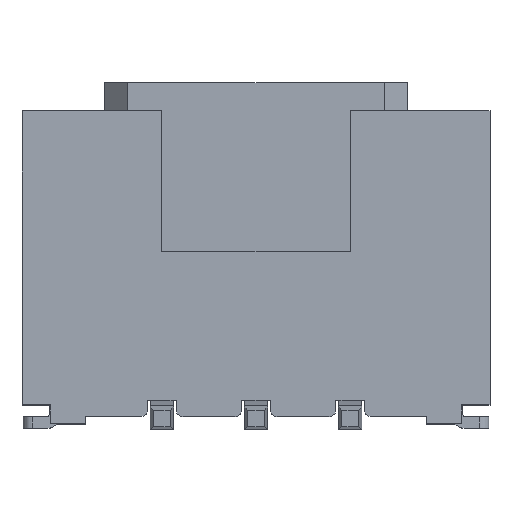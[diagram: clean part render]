
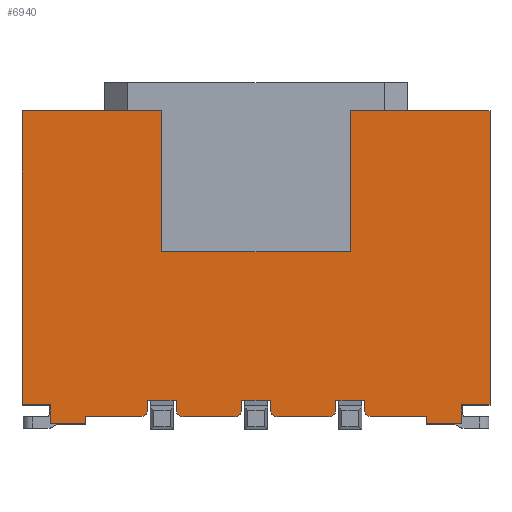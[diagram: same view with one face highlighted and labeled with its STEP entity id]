
A CAD part, top view. The second image highlights one B-rep face of the part: STEP entity #6940.
In plain terms, the highlighted planar face has unit normal (0, 0, 1).
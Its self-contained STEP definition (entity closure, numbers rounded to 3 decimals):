
#256=DIRECTION('',(1.,0.,0.));
#257=VECTOR('',#256,1.225);
#258=CARTESIAN_POINT('',(1.75,0.,0.));
#259=LINE('',#258,#257);
#260=DIRECTION('',(0.,-1.,0.));
#261=VECTOR('',#260,2.404);
#262=CARTESIAN_POINT('',(2.975,0.,0.));
#263=LINE('',#262,#261);
#264=DIRECTION('',(-1.,0.,0.));
#265=VECTOR('',#264,4.);
#266=CARTESIAN_POINT('',(6.975,-2.404,0.));
#267=LINE('',#266,#265);
#268=DIRECTION('',(0.,-1.,0.));
#269=VECTOR('',#268,2.404);
#270=CARTESIAN_POINT('',(6.975,0.,0.));
#271=LINE('',#270,#269);
#272=DIRECTION('',(1.,0.,0.));
#273=VECTOR('',#272,1.225);
#274=CARTESIAN_POINT('',(6.975,0.,0.));
#275=LINE('',#274,#273);
#276=DIRECTION('',(0.,-1.,0.));
#277=VECTOR('',#276,6.25);
#278=CARTESIAN_POINT('',(9.95,0.,0.));
#279=LINE('',#278,#277);
#280=DIRECTION('',(-1.,0.,0.));
#281=VECTOR('',#280,0.6);
#282=CARTESIAN_POINT('',(9.95,-6.25,0.));
#283=LINE('',#282,#281);
#284=CARTESIAN_POINT('',(7.425,-6.35,0.));
#285=DIRECTION('',(0.,0.,-1.));
#286=DIRECTION('',(0.,-1.,0.));
#287=AXIS2_PLACEMENT_3D('',#284,#285,#286);
#289=CARTESIAN_POINT('',(6.525,-6.35,0.));
#290=DIRECTION('',(0.,0.,-1.));
#291=DIRECTION('',(1.,0.,0.));
#292=AXIS2_PLACEMENT_3D('',#289,#290,#291);
#294=CARTESIAN_POINT('',(5.425,-6.35,0.));
#295=DIRECTION('',(0.,0.,-1.));
#296=DIRECTION('',(0.,-1.,0.));
#297=AXIS2_PLACEMENT_3D('',#294,#295,#296);
#299=CARTESIAN_POINT('',(4.525,-6.35,0.));
#300=DIRECTION('',(0.,0.,-1.));
#301=DIRECTION('',(1.,0.,0.));
#302=AXIS2_PLACEMENT_3D('',#299,#300,#301);
#304=CARTESIAN_POINT('',(3.425,-6.35,0.));
#305=DIRECTION('',(0.,0.,-1.));
#306=DIRECTION('',(0.,-1.,0.));
#307=AXIS2_PLACEMENT_3D('',#304,#305,#306);
#309=CARTESIAN_POINT('',(2.525,-6.35,0.));
#310=DIRECTION('',(0.,0.,-1.));
#311=DIRECTION('',(1.,0.,0.));
#312=AXIS2_PLACEMENT_3D('',#309,#310,#311);
#314=DIRECTION('',(0.,1.,0.));
#315=VECTOR('',#314,0.4);
#316=CARTESIAN_POINT('',(0.6,-6.65,0.));
#317=LINE('',#316,#315);
#318=DIRECTION('',(-1.,0.,0.));
#319=VECTOR('',#318,0.6);
#320=CARTESIAN_POINT('',(0.6,-6.25,0.));
#321=LINE('',#320,#319);
#322=DIRECTION('',(0.,1.,0.));
#323=VECTOR('',#322,6.25);
#324=CARTESIAN_POINT('',(0.,-6.25,0.));
#325=LINE('',#324,#323);
#367=DIRECTION('',(-1.,0.,0.));
#368=VECTOR('',#367,1.75);
#369=CARTESIAN_POINT('',(1.75,0.,0.));
#370=LINE('',#369,#368);
#383=DIRECTION('',(-1.,0.,0.));
#384=VECTOR('',#383,1.75);
#385=CARTESIAN_POINT('',(9.95,0.,0.));
#386=LINE('',#385,#384);
#399=DIRECTION('',(1.,0.,0.));
#400=VECTOR('',#399,0.75);
#401=CARTESIAN_POINT('',(0.6,-6.65,0.));
#402=LINE('',#401,#400);
#411=DIRECTION('',(0.,1.,0.));
#412=VECTOR('',#411,0.15);
#413=CARTESIAN_POINT('',(1.35,-6.65,0.));
#414=LINE('',#413,#412);
#419=DIRECTION('',(1.,0.,0.));
#420=VECTOR('',#419,1.175);
#421=CARTESIAN_POINT('',(1.35,-6.5,0.));
#422=LINE('',#421,#420);
#431=DIRECTION('',(0.,1.,0.));
#432=VECTOR('',#431,0.2);
#433=CARTESIAN_POINT('',(2.675,-6.35,0.));
#434=LINE('',#433,#432);
#439=DIRECTION('',(1.,0.,0.));
#440=VECTOR('',#439,0.6);
#441=CARTESIAN_POINT('',(2.675,-6.15,0.));
#442=LINE('',#441,#440);
#447=DIRECTION('',(0.,-1.,0.));
#448=VECTOR('',#447,0.2);
#449=CARTESIAN_POINT('',(3.275,-6.15,0.));
#450=LINE('',#449,#448);
#561=DIRECTION('',(1.,0.,0.));
#562=VECTOR('',#561,1.1);
#563=CARTESIAN_POINT('',(3.425,-6.5,0.));
#564=LINE('',#563,#562);
#573=DIRECTION('',(0.,1.,0.));
#574=VECTOR('',#573,0.2);
#575=CARTESIAN_POINT('',(4.675,-6.35,0.));
#576=LINE('',#575,#574);
#585=DIRECTION('',(1.,0.,0.));
#586=VECTOR('',#585,0.6);
#587=CARTESIAN_POINT('',(4.675,-6.15,0.));
#588=LINE('',#587,#586);
#597=DIRECTION('',(0.,-1.,0.));
#598=VECTOR('',#597,0.2);
#599=CARTESIAN_POINT('',(5.275,-6.15,0.));
#600=LINE('',#599,#598);
#609=DIRECTION('',(1.,0.,0.));
#610=VECTOR('',#609,1.1);
#611=CARTESIAN_POINT('',(5.425,-6.5,0.));
#612=LINE('',#611,#610);
#621=DIRECTION('',(0.,1.,0.));
#622=VECTOR('',#621,0.2);
#623=CARTESIAN_POINT('',(6.675,-6.35,0.));
#624=LINE('',#623,#622);
#633=DIRECTION('',(1.,0.,0.));
#634=VECTOR('',#633,0.6);
#635=CARTESIAN_POINT('',(6.675,-6.15,0.));
#636=LINE('',#635,#634);
#645=DIRECTION('',(0.,-1.,0.));
#646=VECTOR('',#645,0.2);
#647=CARTESIAN_POINT('',(7.275,-6.15,0.));
#648=LINE('',#647,#646);
#657=DIRECTION('',(1.,0.,0.));
#658=VECTOR('',#657,1.175);
#659=CARTESIAN_POINT('',(7.425,-6.5,0.));
#660=LINE('',#659,#658);
#665=DIRECTION('',(0.,-1.,0.));
#666=VECTOR('',#665,0.15);
#667=CARTESIAN_POINT('',(8.6,-6.5,0.));
#668=LINE('',#667,#666);
#681=DIRECTION('',(1.,0.,0.));
#682=VECTOR('',#681,0.75);
#683=CARTESIAN_POINT('',(8.6,-6.65,0.));
#684=LINE('',#683,#682);
#697=DIRECTION('',(0.,1.,0.));
#698=VECTOR('',#697,0.4);
#699=CARTESIAN_POINT('',(9.35,-6.65,0.));
#700=LINE('',#699,#698);
#4799=CARTESIAN_POINT('',(0.,-6.25,0.));
#4800=CARTESIAN_POINT('',(0.,0.,0.));
#4801=VERTEX_POINT('',#4799);
#4802=VERTEX_POINT('',#4800);
#4884=CARTESIAN_POINT('',(9.95,0.,0.));
#4886=VERTEX_POINT('',#4884);
#4915=CARTESIAN_POINT('',(0.6,-6.25,0.));
#4916=VERTEX_POINT('',#4915);
#4919=CARTESIAN_POINT('',(9.95,-6.25,0.));
#4920=CARTESIAN_POINT('',(9.35,-6.25,0.));
#4921=VERTEX_POINT('',#4919);
#4922=VERTEX_POINT('',#4920);
#4925=CARTESIAN_POINT('',(0.6,-6.65,0.));
#4926=VERTEX_POINT('',#4925);
#4927=CARTESIAN_POINT('',(9.35,-6.65,0.));
#4928=VERTEX_POINT('',#4927);
#4929=CARTESIAN_POINT('',(8.6,-6.5,0.));
#4930=CARTESIAN_POINT('',(8.6,-6.65,0.));
#4931=VERTEX_POINT('',#4929);
#4932=VERTEX_POINT('',#4930);
#4933=CARTESIAN_POINT('',(7.425,-6.5,0.));
#4934=CARTESIAN_POINT('',(7.275,-6.35,0.));
#4935=VERTEX_POINT('',#4933);
#4936=VERTEX_POINT('',#4934);
#4937=CARTESIAN_POINT('',(6.675,-6.35,0.));
#4938=CARTESIAN_POINT('',(6.675,-6.15,0.));
#4939=VERTEX_POINT('',#4937);
#4940=VERTEX_POINT('',#4938);
#4941=CARTESIAN_POINT('',(6.525,-6.5,0.));
#4942=VERTEX_POINT('',#4941);
#4943=CARTESIAN_POINT('',(5.425,-6.5,0.));
#4944=CARTESIAN_POINT('',(5.275,-6.35,0.));
#4945=VERTEX_POINT('',#4943);
#4946=VERTEX_POINT('',#4944);
#4947=CARTESIAN_POINT('',(4.675,-6.35,0.));
#4948=CARTESIAN_POINT('',(4.525,-6.5,0.));
#4949=VERTEX_POINT('',#4947);
#4950=VERTEX_POINT('',#4948);
#4951=CARTESIAN_POINT('',(3.425,-6.5,0.));
#4952=CARTESIAN_POINT('',(3.275,-6.35,0.));
#4953=VERTEX_POINT('',#4951);
#4954=VERTEX_POINT('',#4952);
#4955=CARTESIAN_POINT('',(2.675,-6.35,0.));
#4956=CARTESIAN_POINT('',(2.525,-6.5,0.));
#4957=VERTEX_POINT('',#4955);
#4958=VERTEX_POINT('',#4956);
#4959=CARTESIAN_POINT('',(1.35,-6.65,0.));
#4960=CARTESIAN_POINT('',(1.35,-6.5,0.));
#4961=VERTEX_POINT('',#4959);
#4962=VERTEX_POINT('',#4960);
#5359=CARTESIAN_POINT('',(2.675,-6.15,0.));
#5360=VERTEX_POINT('',#5359);
#5365=CARTESIAN_POINT('',(3.275,-6.15,0.));
#5366=VERTEX_POINT('',#5365);
#5371=CARTESIAN_POINT('',(4.675,-6.15,0.));
#5372=CARTESIAN_POINT('',(5.275,-6.15,0.));
#5373=VERTEX_POINT('',#5371);
#5374=VERTEX_POINT('',#5372);
#5379=CARTESIAN_POINT('',(7.275,-6.15,0.));
#5380=VERTEX_POINT('',#5379);
#6095=CARTESIAN_POINT('',(1.75,0.,0.));
#6096=CARTESIAN_POINT('',(2.975,0.,0.));
#6097=VERTEX_POINT('',#6095);
#6098=VERTEX_POINT('',#6096);
#6099=CARTESIAN_POINT('',(6.975,0.,0.));
#6100=CARTESIAN_POINT('',(8.2,0.,0.));
#6101=VERTEX_POINT('',#6099);
#6102=VERTEX_POINT('',#6100);
#6103=CARTESIAN_POINT('',(6.975,-2.404,0.));
#6104=VERTEX_POINT('',#6103);
#6105=CARTESIAN_POINT('',(2.975,-2.404,0.));
#6106=VERTEX_POINT('',#6105);
#6864=CARTESIAN_POINT('',(4.975,-3.325,0.));
#6865=DIRECTION('',(0.,0.,1.));
#6866=DIRECTION('',(0.,-1.,0.));
#6867=AXIS2_PLACEMENT_3D('',#6864,#6865,#6866);
#6868=PLANE('',#6867);
#6869=ORIENTED_EDGE('',*,*,#6519,.T.);
#6871=ORIENTED_EDGE('',*,*,#6870,.T.);
#6873=ORIENTED_EDGE('',*,*,#6872,.F.);
#6874=ORIENTED_EDGE('',*,*,#6851,.F.);
#6875=ORIENTED_EDGE('',*,*,#6535,.T.);
#6877=ORIENTED_EDGE('',*,*,#6876,.F.);
#6879=ORIENTED_EDGE('',*,*,#6878,.T.);
#6881=ORIENTED_EDGE('',*,*,#6880,.T.);
#6883=ORIENTED_EDGE('',*,*,#6882,.F.);
#6885=ORIENTED_EDGE('',*,*,#6884,.F.);
#6887=ORIENTED_EDGE('',*,*,#6886,.F.);
#6889=ORIENTED_EDGE('',*,*,#6888,.F.);
#6891=ORIENTED_EDGE('',*,*,#6890,.T.);
#6893=ORIENTED_EDGE('',*,*,#6892,.F.);
#6895=ORIENTED_EDGE('',*,*,#6894,.F.);
#6897=ORIENTED_EDGE('',*,*,#6896,.F.);
#6899=ORIENTED_EDGE('',*,*,#6898,.T.);
#6901=ORIENTED_EDGE('',*,*,#6900,.F.);
#6903=ORIENTED_EDGE('',*,*,#6902,.T.);
#6905=ORIENTED_EDGE('',*,*,#6904,.F.);
#6907=ORIENTED_EDGE('',*,*,#6906,.F.);
#6909=ORIENTED_EDGE('',*,*,#6908,.F.);
#6911=ORIENTED_EDGE('',*,*,#6910,.T.);
#6913=ORIENTED_EDGE('',*,*,#6912,.F.);
#6915=ORIENTED_EDGE('',*,*,#6914,.T.);
#6917=ORIENTED_EDGE('',*,*,#6916,.F.);
#6919=ORIENTED_EDGE('',*,*,#6918,.F.);
#6921=ORIENTED_EDGE('',*,*,#6920,.F.);
#6923=ORIENTED_EDGE('',*,*,#6922,.T.);
#6925=ORIENTED_EDGE('',*,*,#6924,.F.);
#6927=ORIENTED_EDGE('',*,*,#6926,.F.);
#6929=ORIENTED_EDGE('',*,*,#6928,.F.);
#6931=ORIENTED_EDGE('',*,*,#6930,.T.);
#6933=ORIENTED_EDGE('',*,*,#6932,.T.);
#6935=ORIENTED_EDGE('',*,*,#6934,.T.);
#6937=ORIENTED_EDGE('',*,*,#6936,.F.);
#6938=EDGE_LOOP('',(#6869,#6871,#6873,#6874,#6875,#6877,#6879,#6881,#6883,#6885,
#6887,#6889,#6891,#6893,#6895,#6897,#6899,#6901,#6903,#6905,#6907,#6909,#6911,
#6913,#6915,#6917,#6919,#6921,#6923,#6925,#6927,#6929,#6931,#6933,#6935,#6937));
#6939=FACE_OUTER_BOUND('',#6938,.F.);
#6940=ADVANCED_FACE('',(#6939),#6868,.T.);
#288=CIRCLE('',#287,0.15);
#293=CIRCLE('',#292,0.15);
#298=CIRCLE('',#297,0.15);
#303=CIRCLE('',#302,0.15);
#308=CIRCLE('',#307,0.15);
#313=CIRCLE('',#312,0.15);
#6519=EDGE_CURVE('',#6097,#6098,#259,.T.);
#6535=EDGE_CURVE('',#6101,#6102,#275,.T.);
#6851=EDGE_CURVE('',#6101,#6104,#271,.T.);
#6870=EDGE_CURVE('',#6098,#6106,#263,.T.);
#6872=EDGE_CURVE('',#6104,#6106,#267,.T.);
#6876=EDGE_CURVE('',#4886,#6102,#386,.T.);
#6878=EDGE_CURVE('',#4886,#4921,#279,.T.);
#6880=EDGE_CURVE('',#4921,#4922,#283,.T.);
#6882=EDGE_CURVE('',#4928,#4922,#700,.T.);
#6884=EDGE_CURVE('',#4932,#4928,#684,.T.);
#6886=EDGE_CURVE('',#4931,#4932,#668,.T.);
#6888=EDGE_CURVE('',#4935,#4931,#660,.T.);
#6890=EDGE_CURVE('',#4935,#4936,#288,.T.);
#6892=EDGE_CURVE('',#5380,#4936,#648,.T.);
#6894=EDGE_CURVE('',#4940,#5380,#636,.T.);
#6896=EDGE_CURVE('',#4939,#4940,#624,.T.);
#6898=EDGE_CURVE('',#4939,#4942,#293,.T.);
#6900=EDGE_CURVE('',#4945,#4942,#612,.T.);
#6902=EDGE_CURVE('',#4945,#4946,#298,.T.);
#6904=EDGE_CURVE('',#5374,#4946,#600,.T.);
#6906=EDGE_CURVE('',#5373,#5374,#588,.T.);
#6908=EDGE_CURVE('',#4949,#5373,#576,.T.);
#6910=EDGE_CURVE('',#4949,#4950,#303,.T.);
#6912=EDGE_CURVE('',#4953,#4950,#564,.T.);
#6914=EDGE_CURVE('',#4953,#4954,#308,.T.);
#6916=EDGE_CURVE('',#5366,#4954,#450,.T.);
#6918=EDGE_CURVE('',#5360,#5366,#442,.T.);
#6920=EDGE_CURVE('',#4957,#5360,#434,.T.);
#6922=EDGE_CURVE('',#4957,#4958,#313,.T.);
#6924=EDGE_CURVE('',#4962,#4958,#422,.T.);
#6926=EDGE_CURVE('',#4961,#4962,#414,.T.);
#6928=EDGE_CURVE('',#4926,#4961,#402,.T.);
#6930=EDGE_CURVE('',#4926,#4916,#317,.T.);
#6932=EDGE_CURVE('',#4916,#4801,#321,.T.);
#6934=EDGE_CURVE('',#4801,#4802,#325,.T.);
#6936=EDGE_CURVE('',#6097,#4802,#370,.T.);
